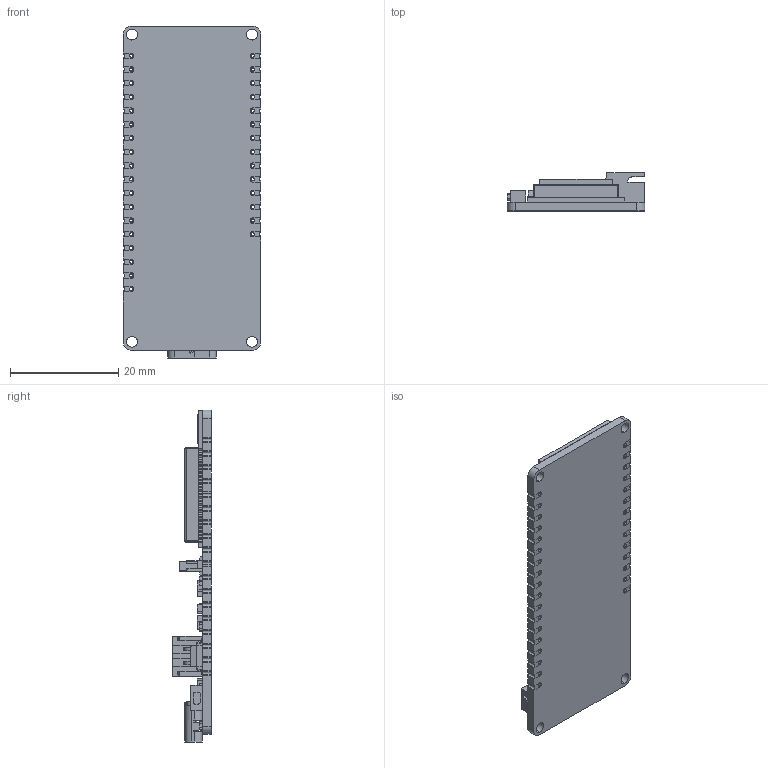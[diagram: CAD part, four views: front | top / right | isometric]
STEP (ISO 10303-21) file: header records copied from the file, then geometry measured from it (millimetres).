
FILE_DESCRIPTION (( 'STEP AP214' ), '1' );
FILE_NAME ('DFR0654.STEP', '2022-06-16T00:38:40', ( '' ), ( '' ), 'SwSTEP 2.0', 'SolidWorks 2017', '' );
FILE_SCHEMA (( 'AUTOMOTIVE_DESIGN' ));
Length unit declared in the file: millimetre
Products named in the file (1): DFR0654
Bounding box: 25.4 x 7.1 x 61.4 mm (x, y, z)
Volume: 3378.3 mm3; surface area: 8097.3 mm2
Topology: 242 solids, 242 shells, 4035 faces, 10481 edges, 6862 vertices
Faces by surface type: plane 3141, cylinder 827, cone 47, bspline 12, sphere 4, torus 4
Entity records: 124948 total; most frequent: CARTESIAN_POINT 22369, ORIENTED_EDGE 20934, DIRECTION 19983, EDGE_CURVE 10467, VECTOR 8775, LINE 8775, VERTEX_POINT 6862, AXIS2_PLACEMENT_3D 5604
